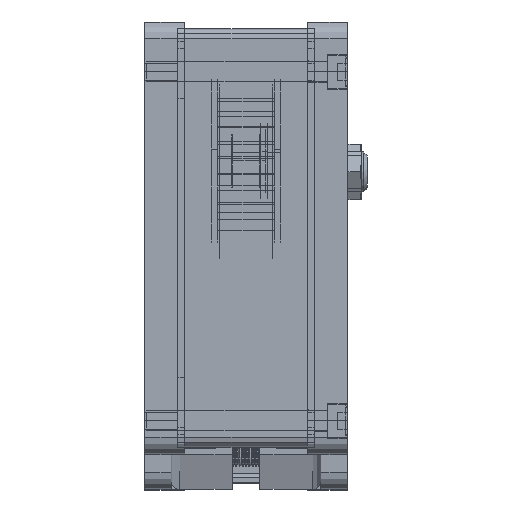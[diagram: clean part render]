
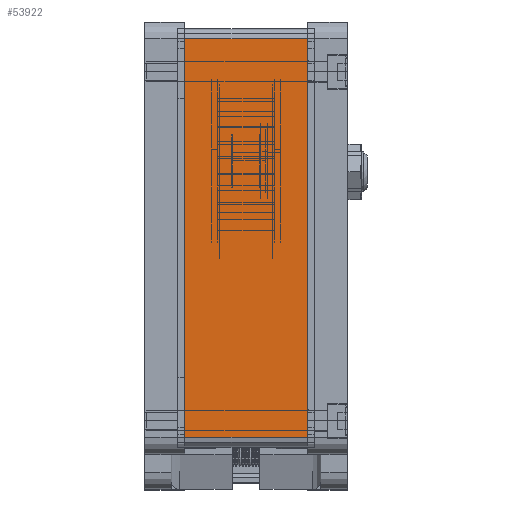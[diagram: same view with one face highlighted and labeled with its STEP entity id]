
A CAD part, top view. The second image highlights one B-rep face of the part: STEP entity #53922.
In plain terms, the highlighted face is planar.
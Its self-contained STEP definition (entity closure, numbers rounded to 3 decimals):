
#1937 = CARTESIAN_POINT ( 'NONE',  ( 98., 0., 20.5 ) ) ;
#6390 = VECTOR ( 'NONE', #32210, 1000. ) ;
#8747 = VERTEX_POINT ( 'NONE', #25541 ) ;
#9987 = CARTESIAN_POINT ( 'NONE',  ( 98., 0., -20.5 ) ) ;
#10693 = ORIENTED_EDGE ( 'NONE', *, *, #86465, .T. ) ;
#10714 = EDGE_CURVE ( 'NONE', #24364, #8747, #71258, .T. ) ;
#24364 = VERTEX_POINT ( 'NONE', #30166 ) ;
#24533 = LINE ( 'NONE', #9987, #39113 ) ;
#25541 = CARTESIAN_POINT ( 'NONE',  ( 98., 3., -20.5 ) ) ;
#27945 = VECTOR ( 'NONE', #48746, 1000. ) ;
#30166 = CARTESIAN_POINT ( 'NONE',  ( 98., 3., 20.5 ) ) ;
#32210 = DIRECTION ( 'NONE',  ( 0., 0., -1. ) ) ;
#32567 = EDGE_LOOP ( 'NONE', ( #10693, #60637, #83586, #50863 ) ) ;
#35875 = AXIS2_PLACEMENT_3D ( 'NONE', #74715, #60965, #46990 ) ;
#36119 = VECTOR ( 'NONE', #60143, 1000. ) ;
#37134 = VERTEX_POINT ( 'NONE', #63630 ) ;
#39113 = VECTOR ( 'NONE', #49184, 1000. ) ;
#45914 = CARTESIAN_POINT ( 'NONE',  ( 98., 3., 20.5 ) ) ;
#46990 = DIRECTION ( 'NONE',  ( 0., 0., 1. ) ) ;
#48746 = DIRECTION ( 'NONE',  ( 0., 1., 0. ) ) ;
#49184 = DIRECTION ( 'NONE',  ( 0., 1., 0. ) ) ;
#50863 = ORIENTED_EDGE ( 'NONE', *, *, #10714, .T. ) ;
#53857 = LINE ( 'NONE', #73881, #36119 ) ;
#53922 = ADVANCED_FACE ( 'NONE', ( #85326 ), #73839, .F. ) ;
#60143 = DIRECTION ( 'NONE',  ( 0., 0., -1. ) ) ;
#60637 = ORIENTED_EDGE ( 'NONE', *, *, #64850, .F. ) ;
#60965 = DIRECTION ( 'NONE',  ( -1., 0., 0. ) ) ;
#61257 = EDGE_CURVE ( 'NONE', #24364, #73837, #75960, .T. ) ;
#63630 = CARTESIAN_POINT ( 'NONE',  ( 98., 123., -20.5 ) ) ;
#64850 = EDGE_CURVE ( 'NONE', #73837, #37134, #53857, .T. ) ;
#65571 = CARTESIAN_POINT ( 'NONE',  ( 98., 123., 20.5 ) ) ;
#71258 = LINE ( 'NONE', #45914, #6390 ) ;
#73837 = VERTEX_POINT ( 'NONE', #65571 ) ;
#73839 = PLANE ( 'NONE',  #35875 ) ;
#73881 = CARTESIAN_POINT ( 'NONE',  ( 98., 123., 20.5 ) ) ;
#74715 = CARTESIAN_POINT ( 'NONE',  ( 98., 0., 20.5 ) ) ;
#75960 = LINE ( 'NONE', #1937, #27945 ) ;
#83586 = ORIENTED_EDGE ( 'NONE', *, *, #61257, .F. ) ;
#85326 = FACE_OUTER_BOUND ( 'NONE', #32567, .T. ) ;
#86465 = EDGE_CURVE ( 'NONE', #8747, #37134, #24533, .T. ) ;
